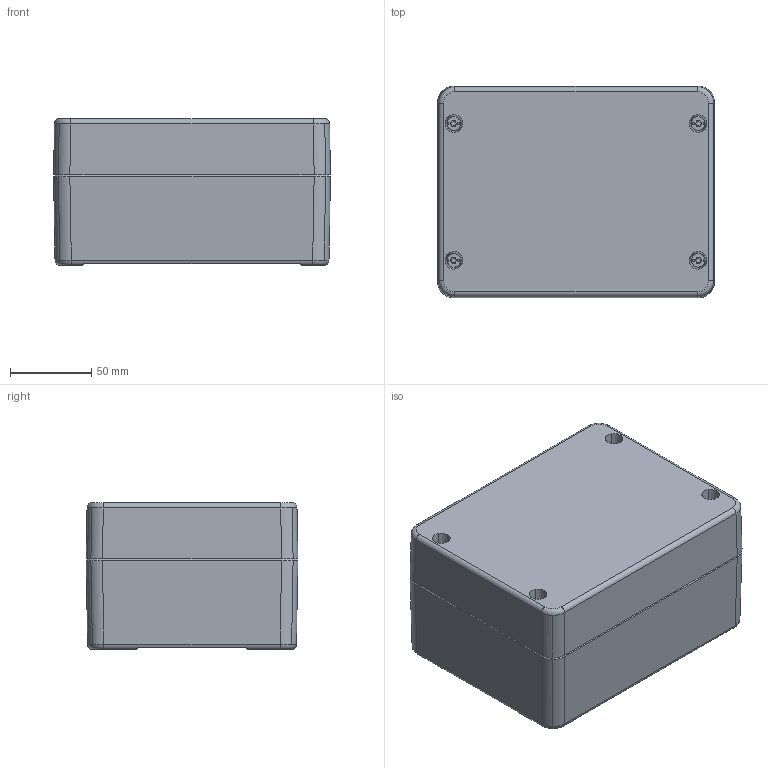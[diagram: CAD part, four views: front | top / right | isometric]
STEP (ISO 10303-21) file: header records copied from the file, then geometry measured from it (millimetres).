
FILE_DESCRIPTION(('CATIA V5R24 STEP','CAx-IF Rec.Pracs.--- Model Styling and Organization---1.2---2011-12-15'),'2;1');
FILE_NAME ('D1459628_1_1939650000_1939650000.stp','2018-04-12T08:13:00+00:00',('none'),('Weidmueller'),'CATIA Version 5-6 Release 2014 SP4 HF52','CATIA V5 STEP AP214','none');
FILE_SCHEMA(('AUTOMOTIVE_DESIGN { 1 0 10303 214 1 1 1 1 }'));
Length unit declared in the file: millimetre
Products named in the file (1): 03862_ZUB_K5
Bounding box: 170 x 130 x 90 mm (x, y, z)
Volume: 508593.9 mm3; surface area: 215682.5 mm2
Topology: 9 solids, 9 shells, 1259 faces, 3222 edges, 2045 vertices
Faces by surface type: plane 451, cylinder 361, cone 262, torus 93, bspline 84, sphere 8
Entity records: 42129 total; most frequent: CARTESIAN_POINT 13541, ORIENTED_EDGE 6428, DIRECTION 4497, EDGE_CURVE 3214, VERTEX_POINT 2045, AXIS2_PLACEMENT_3D 1982, VECTOR 1522, LINE 1522
